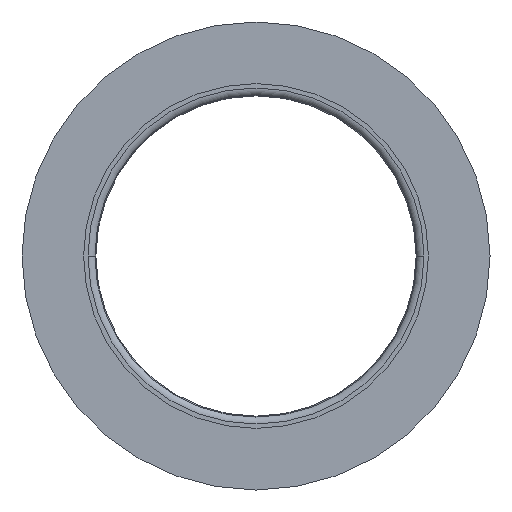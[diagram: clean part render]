
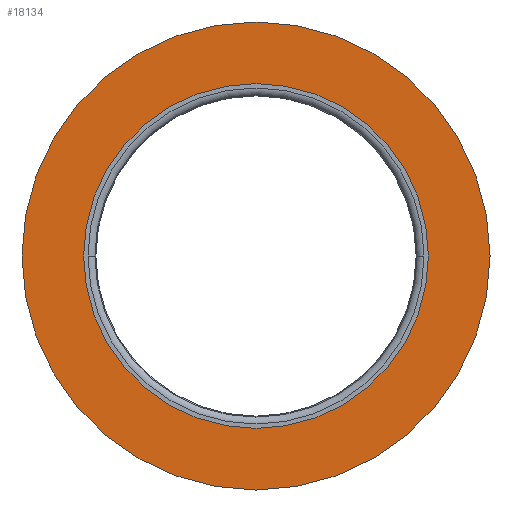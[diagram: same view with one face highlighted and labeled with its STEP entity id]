
A CAD part, left-side view. The second image highlights one B-rep face of the part: STEP entity #18134.
In plain terms, the highlighted planar face has unit normal (-1, 0, 0).
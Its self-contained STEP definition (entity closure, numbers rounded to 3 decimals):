
#703 = ORIENTED_EDGE ( 'NONE', *, *, #17407, .F. ) ;
#735 = CIRCLE ( 'NONE', #40574, 47.5 ) ;
#800 = ORIENTED_EDGE ( 'NONE', *, *, #13258, .F. ) ;
#984 = ORIENTED_EDGE ( 'NONE', *, *, #17894, .T. ) ;
#1131 = DIRECTION ( 'NONE',  ( 0., 0., 1. ) ) ;
#1292 = DIRECTION ( 'NONE',  ( -1., 0., 0. ) ) ;
#1748 = VERTEX_POINT ( 'NONE', #12853 ) ;
#1981 = DIRECTION ( 'NONE',  ( 0., 0., 1. ) ) ;
#1987 = DIRECTION ( 'NONE',  ( -1., 0., 0. ) ) ;
#2035 = CARTESIAN_POINT ( 'NONE',  ( 0., 0., 0. ) ) ;
#2306 = CARTESIAN_POINT ( 'NONE',  ( 0., 0., 0. ) ) ;
#4349 = ORIENTED_EDGE ( 'NONE', *, *, #12330, .T. ) ;
#6204 = FACE_OUTER_BOUND ( 'NONE', #37310, .T. ) ;
#6650 = FACE_BOUND ( 'NONE', #17463, .T. ) ;
#8397 = DIRECTION ( 'NONE',  ( 0., 0., 1. ) ) ;
#8692 = DIRECTION ( 'NONE',  ( -1., 0., 0. ) ) ;
#8832 = CARTESIAN_POINT ( 'NONE',  ( 0., 0., 0. ) ) ;
#10726 = VERTEX_POINT ( 'NONE', #39850 ) ;
#10956 = CIRCLE ( 'NONE', #17707, 47.5 ) ;
#12330 = EDGE_CURVE ( 'NONE', #32802, #1748, #735, .T. ) ;
#12853 = CARTESIAN_POINT ( 'NONE',  ( 0., 0., -47.5 ) ) ;
#13258 = EDGE_CURVE ( 'NONE', #38854, #10726, #14993, .T. ) ;
#14993 = CIRCLE ( 'NONE', #35962, 35. ) ;
#16752 = AXIS2_PLACEMENT_3D ( 'NONE', #21609, #21314, #21174 ) ;
#17407 = EDGE_CURVE ( 'NONE', #10726, #38854, #19242, .T. ) ;
#17463 = EDGE_LOOP ( 'NONE', ( #703, #800 ) ) ;
#17707 = AXIS2_PLACEMENT_3D ( 'NONE', #8832, #8692, #8397 ) ;
#17731 = CARTESIAN_POINT ( 'NONE',  ( 0., 0., 0. ) ) ;
#17826 = DIRECTION ( 'NONE',  ( -1., 0., 0. ) ) ;
#17880 = DIRECTION ( 'NONE',  ( 0., 0., 1. ) ) ;
#17894 = EDGE_CURVE ( 'NONE', #1748, #32802, #10956, .T. ) ;
#18134 = ADVANCED_FACE ( 'NONE', ( #6650, #6204 ), #28355, .F. ) ;
#19242 = CIRCLE ( 'NONE', #19750, 35. ) ;
#19750 = AXIS2_PLACEMENT_3D ( 'NONE', #2306, #1292, #1131 ) ;
#21174 = DIRECTION ( 'NONE',  ( 0., 0., -1. ) ) ;
#21314 = DIRECTION ( 'NONE',  ( 1., 0., 0. ) ) ;
#21609 = CARTESIAN_POINT ( 'NONE',  ( 0., 35., 0. ) ) ;
#28355 = PLANE ( 'NONE',  #16752 ) ;
#29390 = CARTESIAN_POINT ( 'NONE',  ( 0., 0., -35. ) ) ;
#32802 = VERTEX_POINT ( 'NONE', #41978 ) ;
#35962 = AXIS2_PLACEMENT_3D ( 'NONE', #17731, #17826, #17880 ) ;
#37310 = EDGE_LOOP ( 'NONE', ( #4349, #984 ) ) ;
#38854 = VERTEX_POINT ( 'NONE', #29390 ) ;
#39850 = CARTESIAN_POINT ( 'NONE',  ( 0., 0., 35. ) ) ;
#40574 = AXIS2_PLACEMENT_3D ( 'NONE', #2035, #1987, #1981 ) ;
#41978 = CARTESIAN_POINT ( 'NONE',  ( 0., 0., 47.5 ) ) ;
